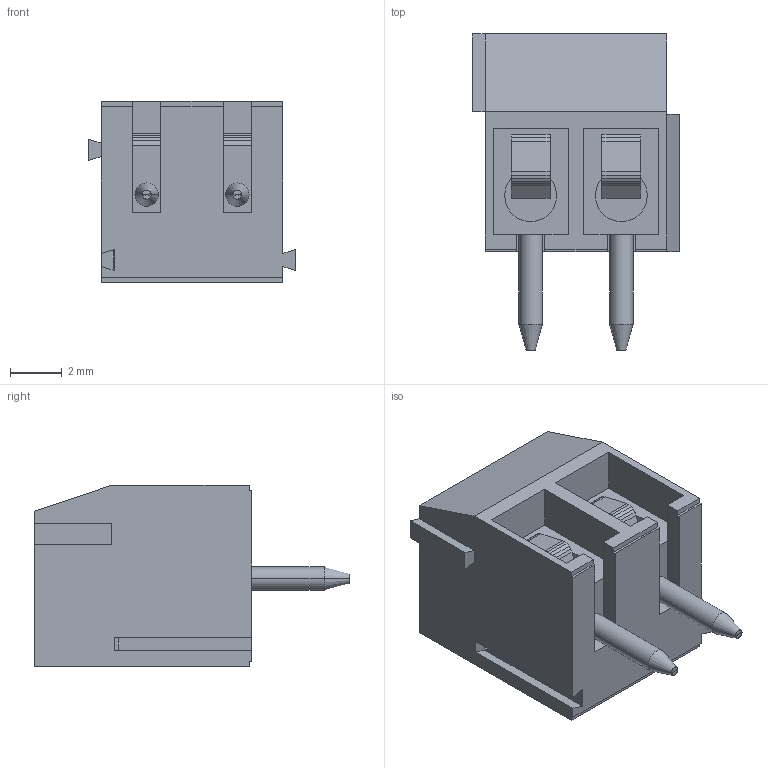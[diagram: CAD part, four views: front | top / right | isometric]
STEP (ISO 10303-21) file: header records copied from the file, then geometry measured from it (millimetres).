
FILE_DESCRIPTION(('STEP AP214'),'1');
FILE_NAME(' ',' ',('TraceParts'),('TraceParts S.A.'),'XStep 1.0',' ',' ');
FILE_SCHEMA(('automotive_design'));
Length unit declared in the file: millimetre
Products named in the file (1): 1
Bounding box: 7.99 x 12.19 x 7 mm (x, y, z)
Volume: 301.7 mm3; surface area: 588.4 mm2
Topology: 1 solids, 1 shells, 151 faces, 413 edges, 270 vertices
Faces by surface type: plane 127, cylinder 16, cone 8
Entity records: 9302 total; most frequent: CARTESIAN_POINT 831, STYLED_ITEM 830, PRESENTATION_STYLE_ASSIGNMENT 830, COLOUR_RGB 830, ORIENTED_EDGE 818, DIRECTION 753, EDGE_CURVE 409, CURVE_STYLE 409
